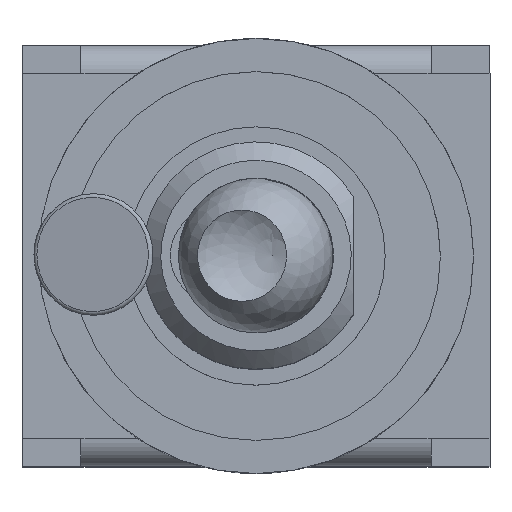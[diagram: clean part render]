
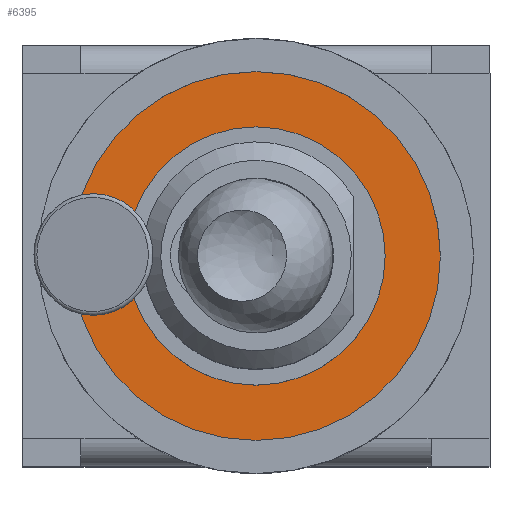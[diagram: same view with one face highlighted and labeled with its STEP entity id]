
A CAD part, top view. The second image highlights one B-rep face of the part: STEP entity #6395.
In plain terms, the highlighted planar face has unit normal (0, 0, 1).
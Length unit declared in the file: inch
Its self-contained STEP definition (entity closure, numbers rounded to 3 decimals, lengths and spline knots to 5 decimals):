
#271=CIRCLE('',#6926,0.13799);
#274=CIRCLE('',#6930,0.19705);
#312=FACE_BOUND('',#947,.T.);
#567=FACE_OUTER_BOUND('',#946,.T.);
#946=EDGE_LOOP('',(#5267));
#947=EDGE_LOOP('',(#5268));
#2951=VERTEX_POINT('',#10339);
#2954=VERTEX_POINT('',#10347);
#3758=EDGE_CURVE('',#2951,#2951,#271,.T.);
#3763=EDGE_CURVE('',#2954,#2954,#274,.T.);
#5267=ORIENTED_EDGE('',*,*,#3763,.T.);
#5268=ORIENTED_EDGE('',*,*,#3758,.F.);
#6042=PLANE('',#6931);
#6395=ADVANCED_FACE('',(#567,#312),#6042,.F.);
#6926=AXIS2_PLACEMENT_3D('',#10340,#8354,#8355);
#6930=AXIS2_PLACEMENT_3D('',#10349,#8364,#8365);
#6931=AXIS2_PLACEMENT_3D('',#10350,#8366,#8367);
#8354=DIRECTION('center_axis',(0.,0.,
1.));
#8355=DIRECTION('ref_axis',(1.,0.,0.));
#8364=DIRECTION('center_axis',(0.,0.,
1.));
#8365=DIRECTION('ref_axis',(1.,0.,0.));
#8366=DIRECTION('center_axis',(0.,0.,
-1.));
#8367=DIRECTION('ref_axis',(1.,0.,0.));
#10339=CARTESIAN_POINT('',(-0.13799,0.,0.37913));
#10340=CARTESIAN_POINT('Origin',(0.,0.,
0.37913));
#10347=CARTESIAN_POINT('',(-0.19705,0.,0.37913));
#10349=CARTESIAN_POINT('Origin',(0.,0.,
0.37913));
#10350=CARTESIAN_POINT('Origin',(0.,0.,
0.37913));
